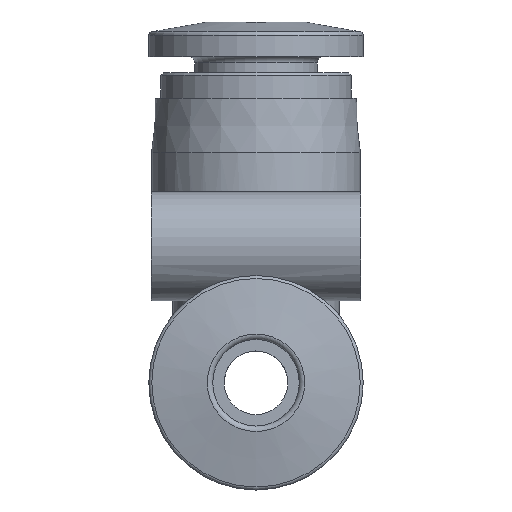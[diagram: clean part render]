
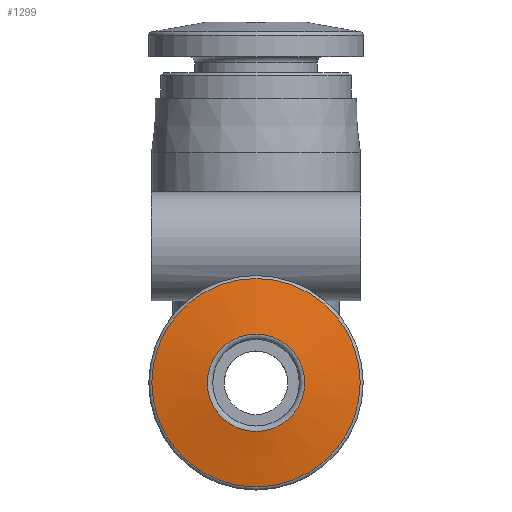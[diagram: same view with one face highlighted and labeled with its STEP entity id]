
A CAD part, left-side view. The second image highlights one B-rep face of the part: STEP entity #1299.
In plain terms, the highlighted conical face has half-angle 80 degrees and reference radius 2.681 mm.
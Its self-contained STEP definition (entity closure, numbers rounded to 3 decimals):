
#89=CONICAL_SURFACE('',#1388,2.681,1.396);
#162=ORIENTED_EDGE('',*,*,#348,.F.);
#163=ORIENTED_EDGE('',*,*,#349,.T.);
#348=EDGE_CURVE('',#437,#437,#498,.T.);
#349=EDGE_CURVE('',#438,#438,#499,.T.);
#437=VERTEX_POINT('',#1965);
#438=VERTEX_POINT('',#1967);
#498=CIRCLE('',#1389,5.735);
#499=CIRCLE('',#1390,2.681);
#566=EDGE_LOOP('',(#162));
#567=EDGE_LOOP('',(#163));
#690=FACE_BOUND('',#566,.T.);
#691=FACE_BOUND('',#567,.T.);
#1299=ADVANCED_FACE('',(#690,#691),#89,.T.);
#1388=AXIS2_PLACEMENT_3D('',#1963,#1564,#1565);
#1389=AXIS2_PLACEMENT_3D('',#1964,#1566,#1567);
#1390=AXIS2_PLACEMENT_3D('',#1966,#1568,#1569);
#1564=DIRECTION('',(1.,0.,0.));
#1565=DIRECTION('',(0.,0.,-1.));
#1566=DIRECTION('',(1.,0.,0.));
#1567=DIRECTION('',(0.,0.,-1.));
#1568=DIRECTION('',(1.,0.,0.));
#1569=DIRECTION('',(0.,0.,-1.));
#1963=CARTESIAN_POINT('',(-19.85,0.,0.));
#1964=CARTESIAN_POINT('',(-19.312,0.,0.));
#1965=CARTESIAN_POINT('',(-19.312,0.,-5.735));
#1966=CARTESIAN_POINT('',(-19.85,0.,0.));
#1967=CARTESIAN_POINT('',(-19.85,0.,-2.681));
